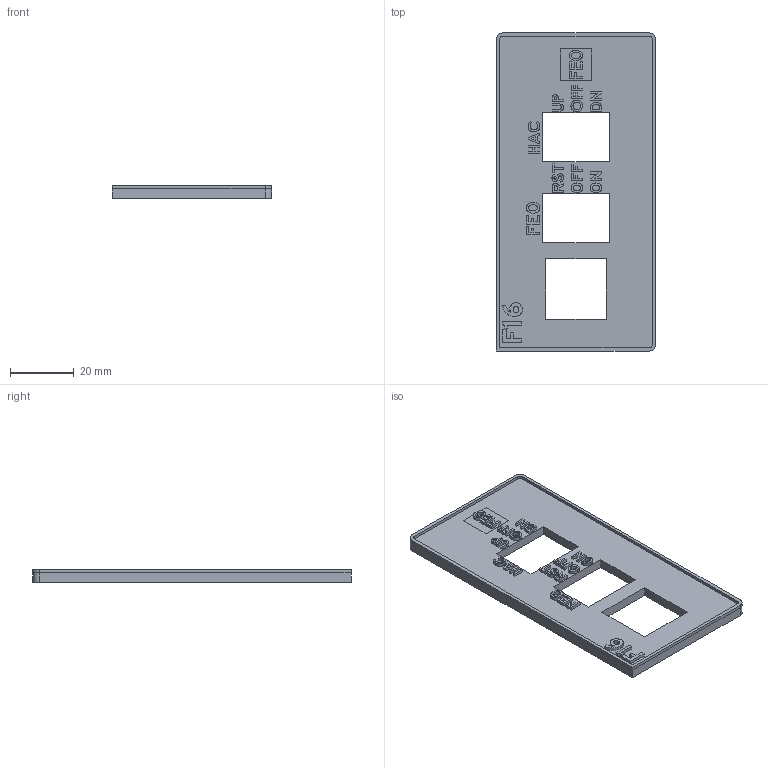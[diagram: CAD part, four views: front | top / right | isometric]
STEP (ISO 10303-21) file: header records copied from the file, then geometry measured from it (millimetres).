
FILE_DESCRIPTION (( 'STEP AP214' ), '1' );
FILE_NAME ('cop-fireman.STEP', '2025-11-10T20:00:30', ( '' ), ( '' ), 'SwSTEP 2.0', 'SolidWorks 2025', '' );
FILE_SCHEMA (( 'AUTOMOTIVE_DESIGN' ));
Length unit declared in the file: millimetre
Products named in the file (1): cop-fireman
Bounding box: 50 x 100 x 4 mm (x, y, z)
Volume: 12408.4 mm3; surface area: 11728.8 mm2
Topology: 30 solids, 30 shells, 384 faces, 972 edges, 648 vertices
Faces by surface type: plane 278, bspline 97, cylinder 9
Entity records: 17524 total; most frequent: CARTESIAN_POINT 8550, ORIENTED_EDGE 1944, DIRECTION 1372, EDGE_CURVE 972, LINE 760, VECTOR 760, VERTEX_POINT 648, EDGE_LOOP 414
